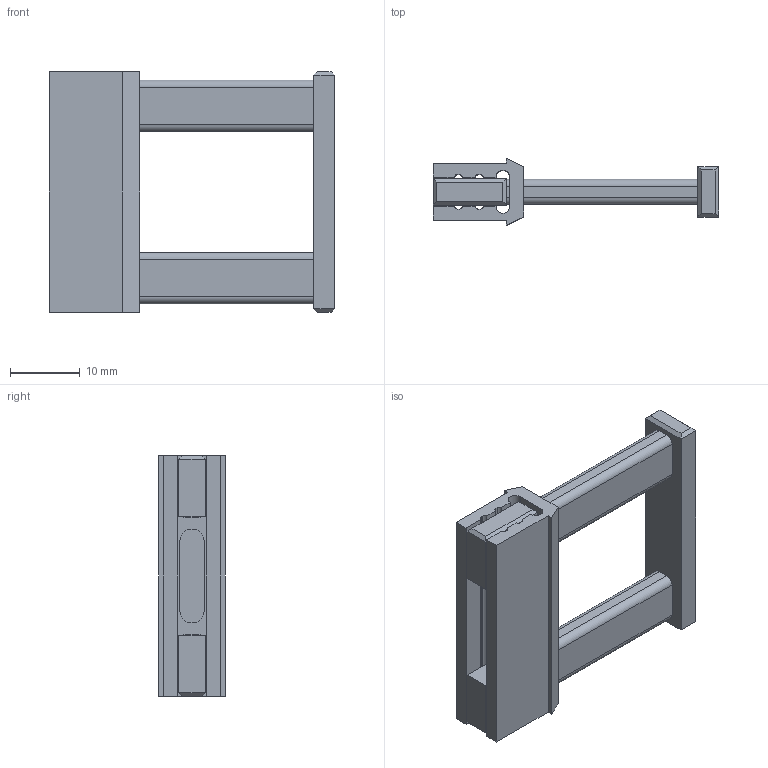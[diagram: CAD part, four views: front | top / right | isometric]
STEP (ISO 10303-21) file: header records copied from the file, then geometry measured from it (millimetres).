
FILE_DESCRIPTION (( 'STEP AP203' ), '1' );
FILE_NAME ('抻渀標撿.STEP', '2024-07-10T10:17:04', ( '' ), ( '' ), 'SwSTEP 2.0', 'SolidWorks 2023', '' );
FILE_SCHEMA (( 'CONFIG_CONTROL_DESIGN' ));
Length unit declared in the file: millimetre
Products named in the file (1): 探针夹具
Bounding box: 41 x 9.6 x 34.6 mm (x, y, z)
Volume: 4596.6 mm3; surface area: 4841 mm2
Topology: 2 solids, 2 shells, 103 faces, 269 edges, 174 vertices
Faces by surface type: plane 74, cylinder 29
Entity records: 3220 total; most frequent: CARTESIAN_POINT 547, ORIENTED_EDGE 538, DIRECTION 535, EDGE_CURVE 269, LINE 211, VECTOR 211, VERTEX_POINT 174, AXIS2_PLACEMENT_3D 162
